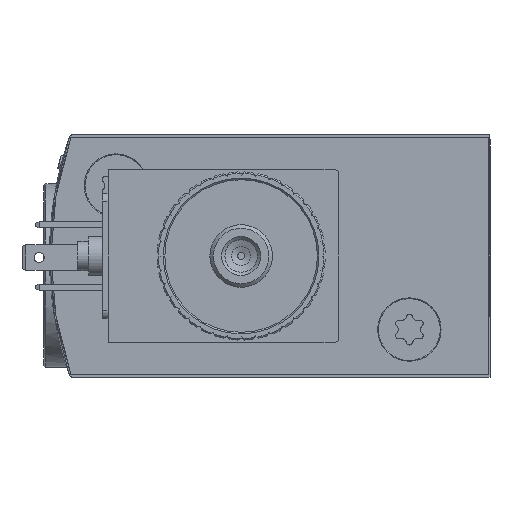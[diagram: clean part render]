
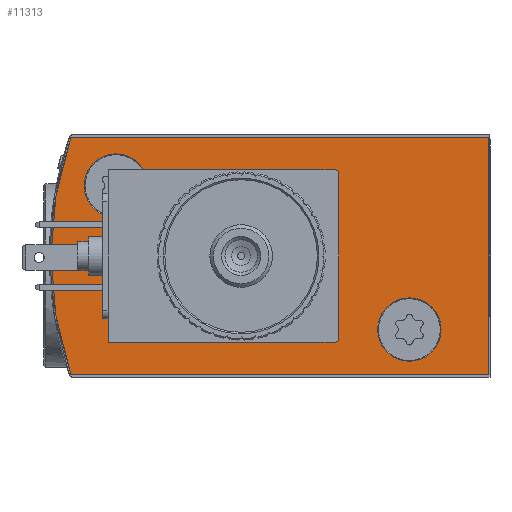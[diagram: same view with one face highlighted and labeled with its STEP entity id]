
A CAD part, left-side view. The second image highlights one B-rep face of the part: STEP entity #11313.
In plain terms, the highlighted planar face has unit normal (-1, 0, 0).
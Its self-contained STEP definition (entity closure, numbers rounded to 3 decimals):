
#839=LINE('',#19632,#1815);
#847=LINE('',#19666,#1823);
#853=LINE('',#19683,#1829);
#1815=VECTOR('',#16119,1000.);
#1823=VECTOR('',#16151,1000.);
#1829=VECTOR('',#16167,1000.);
#3548=ORIENTED_EDGE('',*,*,#6280,.F.);
#3549=ORIENTED_EDGE('',*,*,#6281,.T.);
#3550=ORIENTED_EDGE('',*,*,#6282,.T.);
#3551=ORIENTED_EDGE('',*,*,#6241,.F.);
#3552=ORIENTED_EDGE('',*,*,#6174,.F.);
#3553=ORIENTED_EDGE('',*,*,#6276,.F.);
#3554=ORIENTED_EDGE('',*,*,#6273,.F.);
#3555=ORIENTED_EDGE('',*,*,#6263,.F.);
#3556=ORIENTED_EDGE('',*,*,#6244,.F.);
#6174=EDGE_CURVE('',#7649,#7650,#8587,.T.);
#6241=EDGE_CURVE('',#7650,#7709,#8624,.T.);
#6244=EDGE_CURVE('',#7709,#7711,#839,.T.);
#6263=EDGE_CURVE('',#7711,#7725,#847,.T.);
#6273=EDGE_CURVE('',#7725,#7731,#853,.T.);
#6276=EDGE_CURVE('',#7731,#7649,#8641,.T.);
#6280=EDGE_CURVE('',#7735,#7735,#8645,.F.);
#6281=EDGE_CURVE('',#7736,#7736,#8646,.T.);
#6282=EDGE_CURVE('',#7737,#7737,#8647,.T.);
#7649=VERTEX_POINT('',#19487);
#7650=VERTEX_POINT('',#19488);
#7709=VERTEX_POINT('',#19627);
#7711=VERTEX_POINT('',#19633);
#7725=VERTEX_POINT('',#19667);
#7731=VERTEX_POINT('',#19684);
#7735=VERTEX_POINT('',#19698);
#7736=VERTEX_POINT('',#19700);
#7737=VERTEX_POINT('',#19702);
#8587=CIRCLE('',#14067,46.5);
#8624=CIRCLE('',#14117,0.2);
#8641=CIRCLE('',#14138,0.2);
#8645=CIRCLE('',#14144,5.);
#8646=CIRCLE('',#14145,4.05);
#8647=CIRCLE('',#14146,4.05);
#9248=EDGE_LOOP('',(#3548));
#9249=EDGE_LOOP('',(#3549));
#9250=EDGE_LOOP('',(#3550));
#9251=EDGE_LOOP('',(#3551,#3552,#3553,#3554,#3555,#3556));
#10131=FACE_BOUND('',#9248,.T.);
#10132=FACE_BOUND('',#9249,.T.);
#10133=FACE_BOUND('',#9250,.T.);
#10134=FACE_BOUND('',#9251,.T.);
#10855=PLANE('',#14143);
#11313=ADVANCED_FACE('',(#10131,#10132,#10133,#10134),#10855,.F.);
#14067=AXIS2_PLACEMENT_3D('',#19486,#15982,#15983);
#14117=AXIS2_PLACEMENT_3D('',#19626,#16112,#16113);
#14138=AXIS2_PLACEMENT_3D('',#19689,#16172,#16173);
#14143=AXIS2_PLACEMENT_3D('',#19696,#16182,#16183);
#14144=AXIS2_PLACEMENT_3D('',#19697,#16184,#16185);
#14145=AXIS2_PLACEMENT_3D('',#19699,#16186,#16187);
#14146=AXIS2_PLACEMENT_3D('',#19701,#16188,#16189);
#15982=DIRECTION('',(1.,0.,0.));
#15983=DIRECTION('',(0.,0.,-1.));
#16112=DIRECTION('',(1.,0.,0.));
#16113=DIRECTION('',(0.,0.,-1.));
#16119=DIRECTION('',(0.,-1.,0.));
#16151=DIRECTION('',(0.,0.,-1.));
#16167=DIRECTION('',(0.,1.,0.));
#16172=DIRECTION('',(1.,0.,0.));
#16173=DIRECTION('',(0.,0.,-1.));
#16182=DIRECTION('',(1.,0.,0.));
#16183=DIRECTION('',(0.,0.,-1.));
#16184=DIRECTION('',(1.,0.,0.));
#16185=DIRECTION('',(0.,0.,-1.));
#16186=DIRECTION('',(1.,0.,0.));
#16187=DIRECTION('',(0.,0.,-1.));
#16188=DIRECTION('',(1.,0.,0.));
#16189=DIRECTION('',(0.,0.,-1.));
#19486=CARTESIAN_POINT('',(0.,9.6,0.));
#19487=CARTESIAN_POINT('',(0.,53.592,-15.065));
#19488=CARTESIAN_POINT('',(0.,53.592,15.065));
#19626=CARTESIAN_POINT('',(0.,53.403,15.));
#19627=CARTESIAN_POINT('',(0.,53.403,15.2));
#19632=CARTESIAN_POINT('',(0.,53.403,15.2));
#19633=CARTESIAN_POINT('',(0.,0.2,15.2));
#19666=CARTESIAN_POINT('',(0.,0.2,15.2));
#19667=CARTESIAN_POINT('',(0.,0.2,-15.2));
#19683=CARTESIAN_POINT('',(0.,0.2,-15.2));
#19684=CARTESIAN_POINT('',(0.,53.403,-15.2));
#19689=CARTESIAN_POINT('',(0.,53.403,-15.));
#19696=CARTESIAN_POINT('',(0.,53.403,15.));
#19697=CARTESIAN_POINT('',(0.,31.8,0.));
#19698=CARTESIAN_POINT('',(0.,31.8,-5.));
#19699=CARTESIAN_POINT('',(0.,47.8,9.));
#19700=CARTESIAN_POINT('',(0.,47.8,4.95));
#19701=CARTESIAN_POINT('',(0.,10.3,-9.4));
#19702=CARTESIAN_POINT('',(0.,10.3,-13.45));
